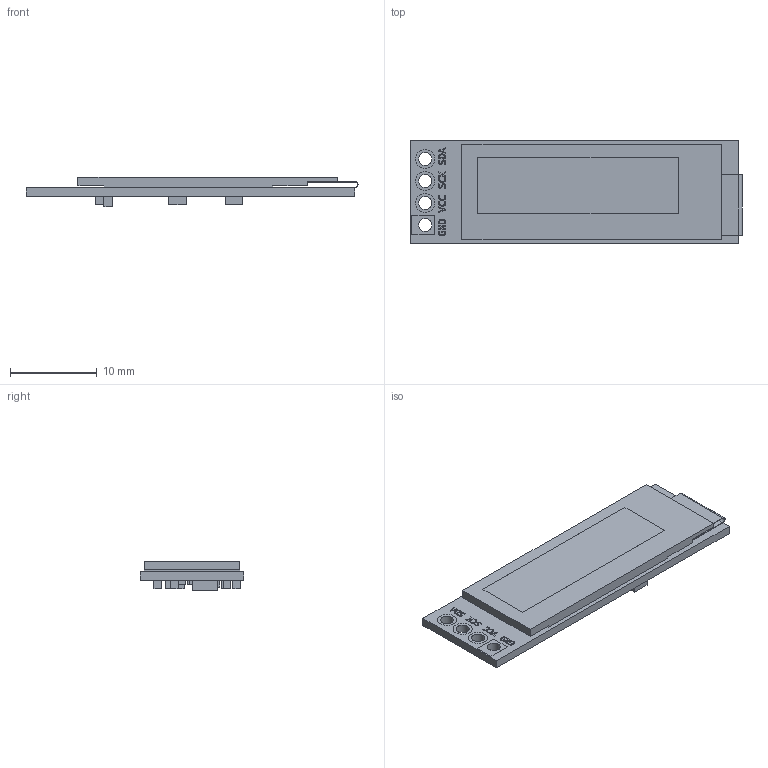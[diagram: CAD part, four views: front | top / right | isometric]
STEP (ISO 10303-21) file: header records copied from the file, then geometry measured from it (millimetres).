
FILE_DESCRIPTION(/* description */ ('STEP AP242','CAx-IF Rec.Pracs.---Representation and Presentation of Product Manufacturing Information (PMI)---4.0---2014-10-13','CAx-IF Rec.Pracs.---3D Tessellated Geometry---0.4---2014-09-14','2;1'),/* implementation_level */ '2;1');
FILE_NAME(/* name */ '641343be220223758113c7d8',/* time_stamp */ '2023-03-16T16:28:48+00:00',/* author */ (''),/* organization */ (''),/* preprocessor_version */ 'ST-DEVELOPER v18.102',/* originating_system */ ' ',/* authorisation */ ' ');
FILE_SCHEMA (('AP242_MANAGED_MODEL_BASED_3D_ENGINEERING_MIM_LF { 1 0 10303 442 1 1 4 }'));
Length unit declared in the file: metre
Products named in the file (18): Part 13; Part 1; Part 2; Part 3; Part 4; Part 5; Part 6; Part 7; Part 8; Part 9; Part 10; Part 11; Part 12; Part 14; Part 15; Part 16; Part 17; Part 18
Bounding box: 38.35 x 12 x 3.4 mm (x, y, z)
Volume: 831.6 mm3; surface area: 2076.4 mm2
Topology: 18 solids, 18 shells, 439 faces, 1101 edges, 734 vertices
Faces by surface type: plane 268, bspline 159, cylinder 12
Full cylindrical faces by diameter (mm): 1.5 x4, 2.2 x6
Entity records: 14118 total; most frequent: CARTESIAN_POINT 4031, ORIENTED_EDGE 2182, DIRECTION 1393, EDGE_CURVE 1091, LINE 749, VECTOR 749, VERTEX_POINT 734, EDGE_LOOP 493
